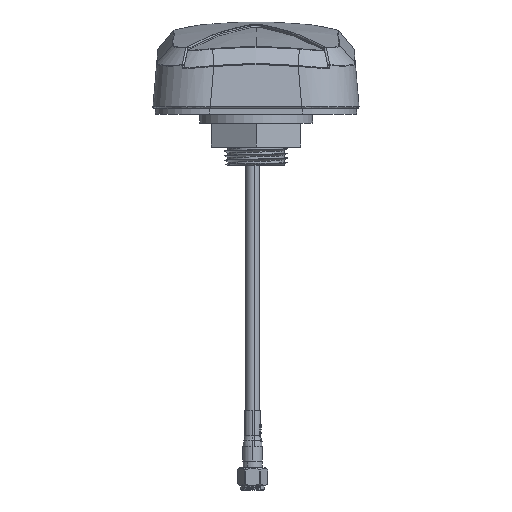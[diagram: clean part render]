
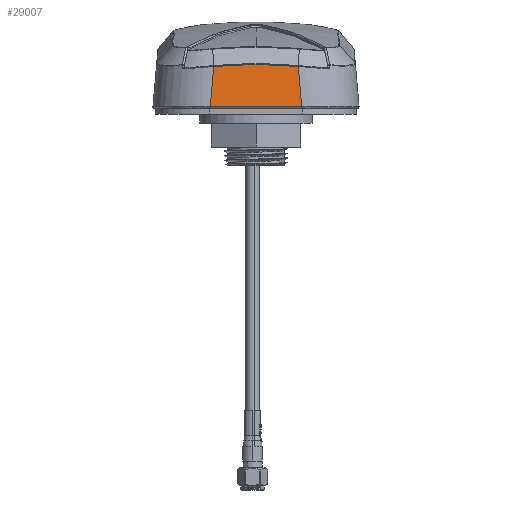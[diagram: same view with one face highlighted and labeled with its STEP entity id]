
A CAD part, front view. The second image highlights one B-rep face of the part: STEP entity #29007.
In plain terms, the highlighted planar face has unit normal (0, -0.996, 0.087).
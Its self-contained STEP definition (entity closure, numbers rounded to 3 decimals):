
#753 = VECTOR ( 'NONE', #30259, 1000. ) ;
#791 = CARTESIAN_POINT ( 'NONE',  ( 13.885, -100.799, 10.643 ) ) ;
#889 = CARTESIAN_POINT ( 'NONE',  ( 11.233, -100.778, 10.877 ) ) ;
#987 = CARTESIAN_POINT ( 'NONE',  ( 8.281, -100.76, 11.085 ) ) ;
#1096 = CARTESIAN_POINT ( 'NONE',  ( -13.591, -100.796, 10.67 ) ) ;
#1204 = CARTESIAN_POINT ( 'NONE',  ( 12.928, -100.791, 10.731 ) ) ;
#1522 = VERTEX_POINT ( 'NONE', #21783 ) ;
#1624 = DIRECTION ( 'NONE',  ( -1., 0., 0. ) ) ;
#2969 = VERTEX_POINT ( 'NONE', #25040 ) ;
#3309 = CARTESIAN_POINT ( 'NONE',  ( 13.591, -100.796, 10.67 ) ) ;
#3412 = CARTESIAN_POINT ( 'NONE',  ( 13.094, -100.792, 10.716 ) ) ;
#3501 = CARTESIAN_POINT ( 'NONE',  ( -13.149, -100.793, 10.711 ) ) ;
#3604 = CARTESIAN_POINT ( 'NONE',  ( 11.823, -100.782, 10.829 ) ) ;
#3814 = EDGE_CURVE ( 'NONE', #26324, #1522, #26389, .T. ) ;
#3828 = CARTESIAN_POINT ( 'NONE',  ( 14.122, -100.801, 10.62 ) ) ;
#4157 = DIRECTION ( 'NONE',  ( 0.087, 0.087, 0.992 ) ) ;
#5432 = LINE ( 'NONE', #25457, #8432 ) ;
#5623 = CARTESIAN_POINT ( 'NONE',  ( -11.232, -100.778, 10.877 ) ) ;
#5716 = CARTESIAN_POINT ( 'NONE',  ( -13.811, -100.798, 10.65 ) ) ;
#5828 = CARTESIAN_POINT ( 'NONE',  ( -12.928, -100.791, 10.731 ) ) ;
#5922 = CARTESIAN_POINT ( 'NONE',  ( -13.992, -100.8, 10.632 ) ) ;
#6035 = CARTESIAN_POINT ( 'NONE',  ( 13.167, -100.793, 10.709 ) ) ;
#7097 = AXIS2_PLACEMENT_3D ( 'NONE', #28047, #16018, #1624 ) ;
#7333 = CARTESIAN_POINT ( 'NONE',  ( 0., -101.975, -2.806 ) ) ;
#8026 = CARTESIAN_POINT ( 'NONE',  ( 13.149, -100.793, 10.711 ) ) ;
#8125 = CARTESIAN_POINT ( 'NONE',  ( -13.222, -100.793, 10.704 ) ) ;
#8229 = CARTESIAN_POINT ( 'NONE',  ( -14.038, -100.8, 10.628 ) ) ;
#8325 = CARTESIAN_POINT ( 'NONE',  ( -13.664, -100.797, 10.663 ) ) ;
#8432 = VECTOR ( 'NONE', #4157, 1000. ) ;
#8820 = EDGE_CURVE ( 'NONE', #23790, #26324, #15813, .T. ) ;
#8851 = CARTESIAN_POINT ( 'NONE',  ( 14.038, -100.8, 10.628 ) ) ;
#10082 = ORIENTED_EDGE ( 'NONE', *, *, #28951, .F. ) ;
#10558 = CARTESIAN_POINT ( 'NONE',  ( -13.112, -100.792, 10.714 ) ) ;
#10659 = CARTESIAN_POINT ( 'NONE',  ( 13.37, -100.795, 10.691 ) ) ;
#10764 = CARTESIAN_POINT ( 'NONE',  ( -13.167, -100.793, 10.709 ) ) ;
#11169 = FACE_OUTER_BOUND ( 'NONE', #11288, .T. ) ;
#11184 = PLANE ( 'NONE',  #7097 ) ;
#11288 = EDGE_LOOP ( 'NONE', ( #10082, #19146, #27822, #14477 ) ) ;
#12799 = CARTESIAN_POINT ( 'NONE',  ( -13.001, -100.792, 10.725 ) ) ;
#12897 = CARTESIAN_POINT ( 'NONE',  ( 2.367, -100.739, 11.322 ) ) ;
#12994 = CARTESIAN_POINT ( 'NONE',  ( -14.122, -100.801, 10.62 ) ) ;
#13098 = CARTESIAN_POINT ( 'NONE',  ( -13.093, -100.792, 10.716 ) ) ;
#13204 = CARTESIAN_POINT ( 'NONE',  ( 13.121, -100.793, 10.714 ) ) ;
#14477 = ORIENTED_EDGE ( 'NONE', *, *, #8820, .F. ) ;
#15192 = CARTESIAN_POINT ( 'NONE',  ( 13.812, -100.798, 10.65 ) ) ;
#15299 = CARTESIAN_POINT ( 'NONE',  ( 9.462, -100.767, 11.011 ) ) ;
#15399 = CARTESIAN_POINT ( 'NONE',  ( -8.281, -100.76, 11.085 ) ) ;
#15604 = CARTESIAN_POINT ( 'NONE',  ( 13.001, -100.792, 10.725 ) ) ;
#15813 = LINE ( 'NONE', #27835, #753 ) ;
#15915 = CARTESIAN_POINT ( 'NONE',  ( 13.992, -100.8, 10.632 ) ) ;
#16018 = DIRECTION ( 'NONE',  ( 0., 0.996, -0.087 ) ) ;
#17714 = CARTESIAN_POINT ( 'NONE',  ( 12.707, -100.789, 10.751 ) ) ;
#17812 = CARTESIAN_POINT ( 'NONE',  ( 12.559, -100.788, 10.765 ) ) ;
#17910 = CARTESIAN_POINT ( 'NONE',  ( -13.975, -100.799, 10.634 ) ) ;
#18018 = CARTESIAN_POINT ( 'NONE',  ( 13.664, -100.797, 10.663 ) ) ;
#19024 = DIRECTION ( 'NONE',  ( -1., 0., 0. ) ) ;
#19146 = ORIENTED_EDGE ( 'NONE', *, *, #30809, .F. ) ;
#20035 = CARTESIAN_POINT ( 'NONE',  ( 13.976, -100.799, 10.634 ) ) ;
#20139 = CARTESIAN_POINT ( 'NONE',  ( -14.084, -100.8, 10.623 ) ) ;
#20242 = CARTESIAN_POINT ( 'NONE',  ( -4.734, -100.744, 11.262 ) ) ;
#20335 = CARTESIAN_POINT ( 'NONE',  ( 13.084, -100.792, 10.717 ) ) ;
#20437 = CARTESIAN_POINT ( 'NONE',  ( -12.707, -100.789, 10.751 ) ) ;
#21783 = CARTESIAN_POINT ( 'NONE',  ( -15.297, -101.975, -2.806 ) ) ;
#22052 = B_SPLINE_CURVE_WITH_KNOTS ( 'NONE', 3,
 ( #12994, #20139, #8229, #5922, #17910, #22769, #5716, #8325, #1096, #22563, #27528, #25219, #8125, #10764, #3501, #10558, #13098, #12799, #5828, #20437, #24815, #27633, #5623, #27423, #15399, #20242, #24923, #12897, #29741, #987, #15299, #889, #3604, #17812, #17714, #1204, #15604, #20335, #3412, #29943, #13204, #8026, #6035, #22665, #27225, #10659, #29637, #3309, #18018, #15192, #791, #20035, #15915, #8851, #27944, #3828 ),
 .UNSPECIFIED., .F., .F.,
 ( 4, 2, 2, 2, 2, 2, 2, 2, 2, 2, 2, 2, 2, 2, 2, 2, 2, 2, 2, 2, 2, 2, 2, 2, 2, 2, 2, 4 ),
 ( 0., 0.003, 0.005, 0.013, 0.021, 0.028, 0.032, 0.034, 0.036, 0.044, 0.06, 0.123, 0.249, 0.5, 0.751, 0.877, 0.94, 0.956, 0.964, 0.965, 0.966, 0.968, 0.972, 0.979, 0.987, 0.995, 0.997, 1. ),
 .UNSPECIFIED. ) ;
#22369 = CARTESIAN_POINT ( 'NONE',  ( 14.122, -100.801, 10.62 ) ) ;
#22563 = CARTESIAN_POINT ( 'NONE',  ( -13.443, -100.795, 10.684 ) ) ;
#22588 = VECTOR ( 'NONE', #19024, 1000. ) ;
#22665 = CARTESIAN_POINT ( 'NONE',  ( 13.222, -100.793, 10.704 ) ) ;
#22769 = CARTESIAN_POINT ( 'NONE',  ( -13.885, -100.799, 10.643 ) ) ;
#23790 = VERTEX_POINT ( 'NONE', #22369 ) ;
#24815 = CARTESIAN_POINT ( 'NONE',  ( -12.559, -100.788, 10.765 ) ) ;
#24923 = CARTESIAN_POINT ( 'NONE',  ( -2.367, -100.739, 11.322 ) ) ;
#25040 = CARTESIAN_POINT ( 'NONE',  ( -14.122, -100.801, 10.62 ) ) ;
#25219 = CARTESIAN_POINT ( 'NONE',  ( -13.259, -100.794, 10.701 ) ) ;
#25457 = CARTESIAN_POINT ( 'NONE',  ( -15.198, -101.876, -1.672 ) ) ;
#26324 = VERTEX_POINT ( 'NONE', #28466 ) ;
#26389 = LINE ( 'NONE', #7333, #22588 ) ;
#27225 = CARTESIAN_POINT ( 'NONE',  ( 13.259, -100.794, 10.701 ) ) ;
#27423 = CARTESIAN_POINT ( 'NONE',  ( -9.462, -100.767, 11.011 ) ) ;
#27528 = CARTESIAN_POINT ( 'NONE',  ( -13.37, -100.795, 10.691 ) ) ;
#27633 = CARTESIAN_POINT ( 'NONE',  ( -11.822, -100.782, 10.829 ) ) ;
#27822 = ORIENTED_EDGE ( 'NONE', *, *, #3814, .F. ) ;
#27835 = CARTESIAN_POINT ( 'NONE',  ( 15.198, -101.876, -1.672 ) ) ;
#27944 = CARTESIAN_POINT ( 'NONE',  ( 14.084, -100.8, 10.623 ) ) ;
#28047 = CARTESIAN_POINT ( 'NONE',  ( 0., -102.039, -3.533 ) ) ;
#28466 = CARTESIAN_POINT ( 'NONE',  ( 15.297, -101.975, -2.806 ) ) ;
#28951 = EDGE_CURVE ( 'NONE', #2969, #23790, #22052, .T. ) ;
#29007 = ADVANCED_FACE ( 'NONE', ( #11169 ), #11184, .F. ) ;
#29637 = CARTESIAN_POINT ( 'NONE',  ( 13.443, -100.795, 10.684 ) ) ;
#29741 = CARTESIAN_POINT ( 'NONE',  ( 4.734, -100.744, 11.262 ) ) ;
#29943 = CARTESIAN_POINT ( 'NONE',  ( 13.112, -100.792, 10.714 ) ) ;
#30259 = DIRECTION ( 'NONE',  ( 0.087, -0.087, -0.992 ) ) ;
#30809 = EDGE_CURVE ( 'NONE', #1522, #2969, #5432, .T. ) ;
